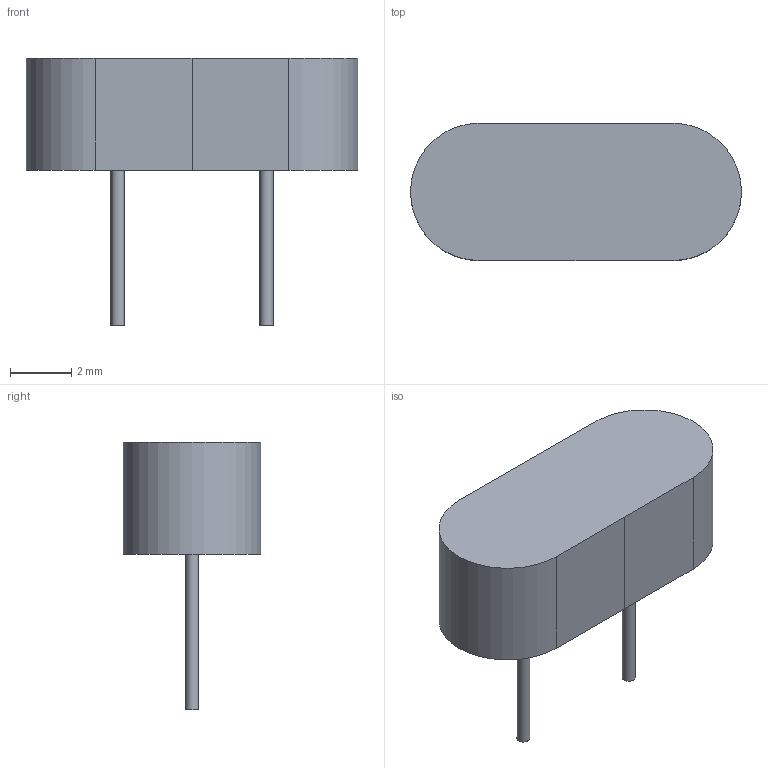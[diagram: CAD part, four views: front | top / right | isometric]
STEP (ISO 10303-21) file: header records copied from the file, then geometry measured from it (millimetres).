
FILE_DESCRIPTION(('FreeCAD Model'),'2;1');
FILE_NAME('1535970.1.2.stp','2021-09-14T09:03:09',( 'Author'),(''),'Open CASCADE STEP processor 6.9','FreeCAD','Unknown' );
FILE_SCHEMA(('AUTOMOTIVE_DESIGN { 1 0 10303 214 1 1 1 1 }'));
Length unit declared in the file: millimetre
Products named in the file (3): ASSEMBLY; Body; Leads
Assembly tree (2 placements, depth 2):
  ASSEMBLY
    Body
    Leads
Bounding box: 10.85 x 4.5 x 8.78 mm (x, y, z)
Volume: 165.2 mm3; surface area: 202.1 mm2
Topology: 3 solids, 4 shells, 14 faces, 21 edges, 14 vertices
Faces by surface type: plane 10, cylinder 4
Full cylindrical faces by diameter (mm): 0.43 x2
Entity records: 711 total; most frequent: CARTESIAN_POINT 124, DIRECTION 107, LINE 53, VECTOR 53, ORIENTED_EDGE 48, PCURVE 46, DEFINITIONAL_REPRESENTATION 46, AXIS2_PLACEMENT_3D 25
